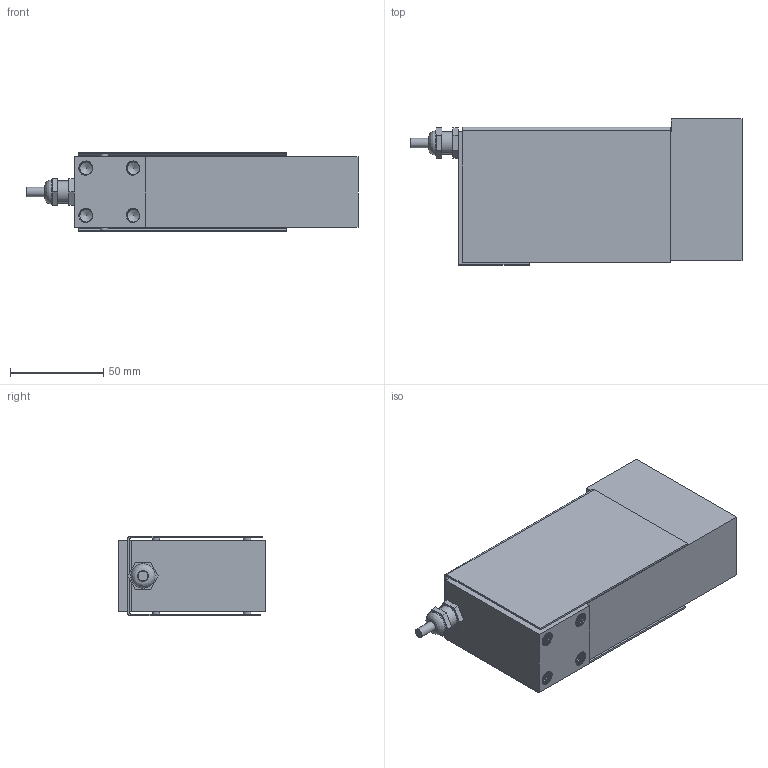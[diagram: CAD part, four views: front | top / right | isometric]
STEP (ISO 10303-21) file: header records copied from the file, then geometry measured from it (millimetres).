
FILE_DESCRIPTION(/* description */ (''),/* implementation_level */ '2;1');
FILE_NAME(/* name */ '108TSVS-1000lb v2.step',/* time_stamp */ '2020-01-29T11:02:06-08:00',/* author */ (''),/* organization */ (''),/* preprocessor_version */ 'ST-DEVELOPER v18',/* originating_system */ 'Autodesk Translation Framework v8.12.0.6',/* authorisation */ '');
FILE_SCHEMA (('AUTOMOTIVE_DESIGN { 1 0 10303 214 3 1 1 }'));
Length unit declared in the file: inch
Products named in the file (2): 108TSVS-1000lb; Connector
Assembly tree (1 placements, depth 2):
  108TSVS-1000lb
    Connector
Bounding box: 178.43 x 78.5 x 42.93 mm (x, y, z)
Volume: 328299 mm3; surface area: 92294.7 mm2
Topology: 3 solids, 3 shells, 482 faces, 1225 edges, 758 vertices
Faces by surface type: cylinder 393, plane 63, bspline 17, cone 9
Full cylindrical faces by diameter (mm): 4 x4, 5.1 x1, 6.909 x176, 7.938 x168, 8 x1, 12 x2, 13 x1
Entity records: 30639 total; most frequent: CARTESIAN_POINT 20349, ORIENTED_EDGE 2432, DIRECTION 1598, EDGE_CURVE 1216, VERTEX_POINT 758, B_SPLINE_CURVE_WITH_KNOTS 640, AXIS2_PLACEMENT_3D 554, EDGE_LOOP 502
